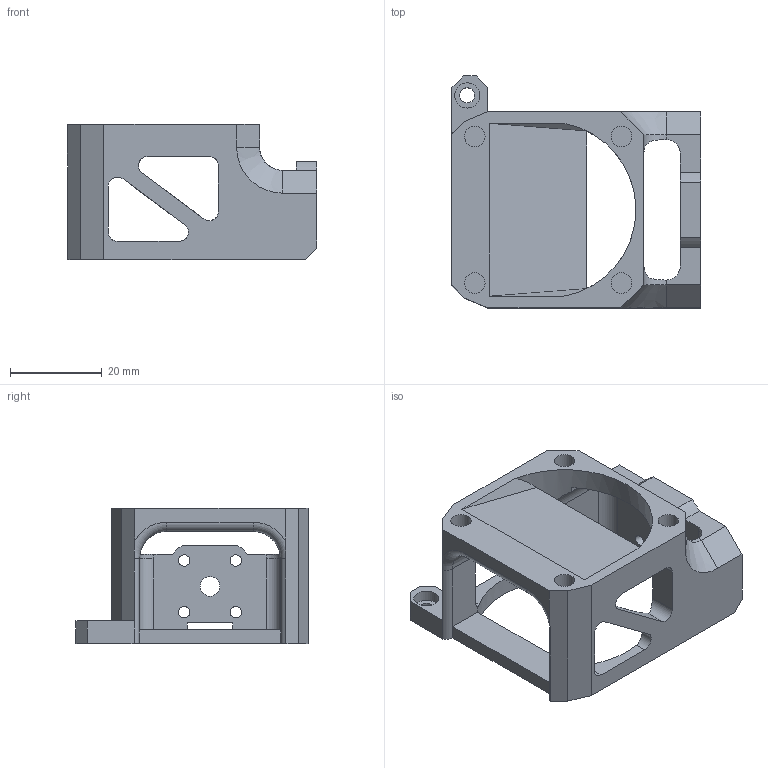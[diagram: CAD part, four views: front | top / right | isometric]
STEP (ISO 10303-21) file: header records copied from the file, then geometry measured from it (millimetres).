
FILE_DESCRIPTION(/* description */ ('STEP AP242','CAx-IF Rec.Pracs.---Representation and Presentation of Product Manufacturing Information (PMI)---4.0---2014-10-13','CAx-IF Rec.Pracs.---3D Tessellated Geometry---0.4---2014-09-14','2;1'),/* implementation_level */ '2;1');
FILE_NAME(/* name */ '67bfe0170d2be172f72ace93',/* time_stamp */ '2025-02-27T03:46:31Z',/* author */ (''),/* organization */ (''),/* preprocessor_version */ 'ST-DEVELOPER v20',/* originating_system */ 'ONSHAPE BY PTC INC, 1.194',/* authorisation */ ' ');
FILE_SCHEMA (('AP242_MANAGED_MODEL_BASED_3D_ENGINEERING_MIM_LF { 1 0 10303 442 1 1 4 }'));
Length unit declared in the file: metre
Products named in the file (1): Hotend Adapter - CHC XL
Bounding box: 54.5 x 50.65 x 29.5 mm (x, y, z)
Volume: 17269.4 mm3; surface area: 12073.4 mm2
Topology: 1 solids, 1 shells, 119 faces, 328 edges, 213 vertices
Faces by surface type: plane 70, cylinder 43, torus 4, cone 2
Full cylindrical faces by diameter (mm): 2.5 x4, 3.3 x1, 4.3 x1, 4.5 x10, 5.5 x1, 38.369 x1
Entity records: 3791 total; most frequent: CARTESIAN_POINT 739, DIRECTION 622, ORIENTED_EDGE 612, EDGE_CURVE 306, AXIS2_PLACEMENT_3D 219, VERTEX_POINT 209, LINE 184, VECTOR 184
